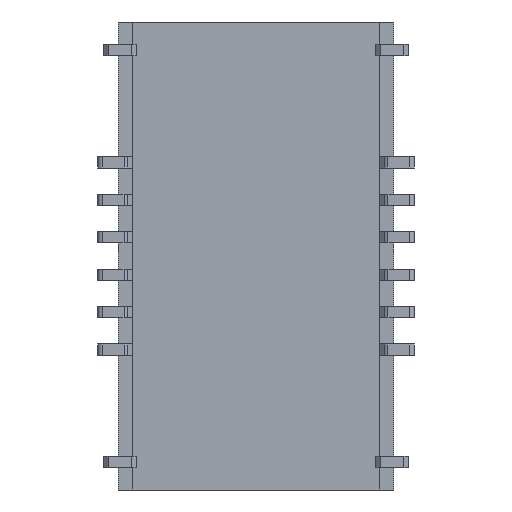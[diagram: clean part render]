
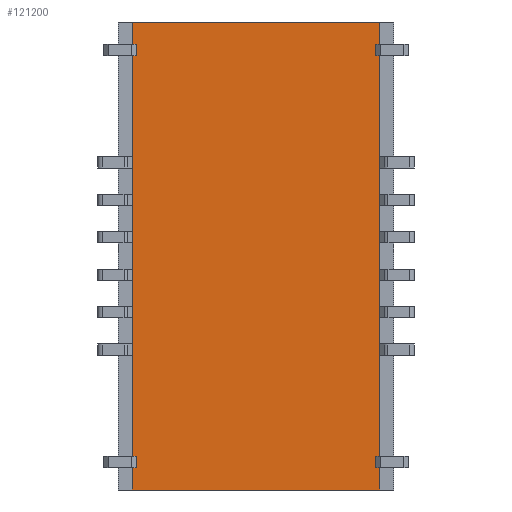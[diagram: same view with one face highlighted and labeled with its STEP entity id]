
A CAD part, front view. The second image highlights one B-rep face of the part: STEP entity #121200.
In plain terms, the highlighted planar face has unit normal (0, -1, 0).
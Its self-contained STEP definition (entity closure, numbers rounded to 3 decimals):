
#20920=CARTESIAN_POINT('',(1.32,-0.5,7.185));
#20930=VERTEX_POINT('',#20920);
#20980=CARTESIAN_POINT('',(0.,-0.5,7.185));
#20990=DIRECTION('',(-1.,0.,0.));
#21000=VECTOR('',#20990,1.);
#21010=LINE('',#20980,#21000);
#21020=CARTESIAN_POINT('',(-1.32,-0.5,7.185));
#21030=VERTEX_POINT('',#21020);
#21040=EDGE_CURVE('',#20930,#21030,#21010,.T.);
#71250=CARTESIAN_POINT('',(1.278,-0.5,6.825));
#71260=VERTEX_POINT('',#71250);
#71920=CARTESIAN_POINT('',(1.32,-0.5,6.825));
#71930=VERTEX_POINT('',#71920);
#71960=CARTESIAN_POINT('',(0.,-0.5,6.825));
#71970=DIRECTION('',(-1.,0.,0.));
#71980=VECTOR('',#71970,1.);
#71990=LINE('',#71960,#71980);
#72000=EDGE_CURVE('',#71930,#71260,#71990,.T.);
#89580=CARTESIAN_POINT('',(1.32,-0.5,2.425));
#89590=VERTEX_POINT('',#89580);
#89760=CARTESIAN_POINT('',(1.32,-0.5,2.185));
#89770=VERTEX_POINT('',#89760);
#89800=CARTESIAN_POINT('',(1.32,-0.5,2.));
#89810=DIRECTION('',(0.,0.,-1.));
#89820=VECTOR('',#89810,1.);
#89830=LINE('',#89800,#89820);
#89840=EDGE_CURVE('',#89590,#89770,#89830,.T.);
#94320=CARTESIAN_POINT('',(-1.32,-0.5,2.185));
#94330=VERTEX_POINT('',#94320);
#94360=CARTESIAN_POINT('',(0.,-0.5,2.185));
#94370=DIRECTION('',(1.,0.,0.));
#94380=VECTOR('',#94370,1.);
#94390=LINE('',#94360,#94380);
#94400=EDGE_CURVE('',#94330,#89770,#94390,.T.);
#102010=CARTESIAN_POINT('',(1.32,-0.5,2.545));
#102020=VERTEX_POINT('',#102010);
#102520=CARTESIAN_POINT('',(1.278,-0.5,2.545));
#102530=VERTEX_POINT('',#102520);
#102560=CARTESIAN_POINT('',(0.,-0.5,2.545));
#102570=DIRECTION('',(1.,0.,0.));
#102580=VECTOR('',#102570,1.);
#102590=LINE('',#102560,#102580);
#102600=EDGE_CURVE('',#102530,#102020,#102590,.T.);
#108810=CARTESIAN_POINT('',(1.278,-0.5,6.945));
#108820=VERTEX_POINT('',#108810);
#108850=CARTESIAN_POINT('',(0.,-0.5,6.945));
#108860=DIRECTION('',(1.,0.,0.));
#108870=VECTOR('',#108860,1.);
#108880=LINE('',#108850,#108870);
#108890=CARTESIAN_POINT('',(1.32,-0.5,6.945));
#108900=VERTEX_POINT('',#108890);
#108910=EDGE_CURVE('',#108820,#108900,#108880,.T.);
#109570=CARTESIAN_POINT('',(-1.278,-0.5,6.825))
;
#109580=VERTEX_POINT('',#109570);
#109660=CARTESIAN_POINT('',(-1.278,-0.5,6.945))
;
#109670=VERTEX_POINT('',#109660);
#109700=CARTESIAN_POINT('',(-1.278,-0.5,2.));
#109710=DIRECTION('',(0.,0.,-1.));
#109720=VECTOR('',#109710,1.);
#109730=LINE('',#109700,#109720);
#109740=EDGE_CURVE('',#109670,#109580,#109730,.T.);
#109790=CARTESIAN_POINT('',(0.,-0.5,6.825));
#109800=DIRECTION('',(-1.,0.,0.));
#109810=VECTOR('',#109800,1.);
#109820=LINE('',#109790,#109810);
#109830=CARTESIAN_POINT('',(-1.32,-0.5,6.825));
#109840=VERTEX_POINT('',#109830);
#109850=EDGE_CURVE('',#109580,#109840,#109820,.T.);
#110560=CARTESIAN_POINT('',(1.32,-0.5,2.));
#110570=DIRECTION('',(0.,0.,-1.));
#110580=VECTOR('',#110570,1.);
#110590=LINE('',#110560,#110580);
#110600=EDGE_CURVE('',#20930,#108900,#110590,.T.);
#112010=CARTESIAN_POINT('',(1.278,-0.5,2.));
#112020=DIRECTION('',(0.,0.,-1.));
#112030=VECTOR('',#112020,1.);
#112040=LINE('',#112010,#112030);
#112050=EDGE_CURVE('',#108820,#71260,#112040,.T.);
#112340=CARTESIAN_POINT('',(0.,-0.5,6.945));
#112350=DIRECTION('',(-1.,0.,0.));
#112360=VECTOR('',#112350,1.);
#112370=LINE('',#112340,#112360);
#112380=CARTESIAN_POINT('',(-1.32,-0.5,6.945));
#112390=VERTEX_POINT('',#112380);
#112400=EDGE_CURVE('',#109670,#112390,#112370,.T.);
#114150=CARTESIAN_POINT('',(-1.278,-0.5,2.545))
;
#114160=VERTEX_POINT('',#114150);
#114190=CARTESIAN_POINT('',(-1.278,-0.5,2.));
#114200=DIRECTION('',(0.,0.,1.));
#114210=VECTOR('',#114200,1.);
#114220=LINE('',#114190,#114210);
#114230=CARTESIAN_POINT('',(-1.278,-0.5,2.425))
;
#114240=VERTEX_POINT('',#114230);
#114250=EDGE_CURVE('',#114240,#114160,#114220,.T.);
#114560=CARTESIAN_POINT('',(-1.32,-0.5,2.));
#114570=DIRECTION('',(0.,0.,1.));
#114580=VECTOR('',#114570,1.);
#114590=LINE('',#114560,#114580);
#114600=EDGE_CURVE('',#112390,#21030,#114590,.T.);
#114780=CARTESIAN_POINT('',(0.,-0.5,2.545));
#114790=DIRECTION('',(1.,0.,0.));
#114800=VECTOR('',#114790,1.);
#114810=LINE('',#114780,#114800);
#114820=CARTESIAN_POINT('',(-1.32,-0.5,2.545));
#114830=VERTEX_POINT('',#114820);
#114840=EDGE_CURVE('',#114830,#114160,#114810,.T.);
#115750=CARTESIAN_POINT('',(1.32,-0.5,7.185));
#115760=DIRECTION('',(0.,0.,-1.));
#115770=VECTOR('',#115760,1.);
#115780=LINE('',#115750,#115770);
#115790=EDGE_CURVE('',#71930,#102020,#115780,.T.);
#116380=CARTESIAN_POINT('',(1.278,-0.5,2.425));
#116390=VERTEX_POINT('',#116380);
#116420=CARTESIAN_POINT('',(1.278,-0.5,2.));
#116430=DIRECTION('',(0.,0.,1.));
#116440=VECTOR('',#116430,1.);
#116450=LINE('',#116420,#116440);
#116460=EDGE_CURVE('',#116390,#102530,#116450,.T.);
#117640=CARTESIAN_POINT('',(0.,-0.5,2.425));
#117650=DIRECTION('',(1.,0.,0.));
#117660=VECTOR('',#117650,1.);
#117670=LINE('',#117640,#117660);
#117680=EDGE_CURVE('',#116390,#89590,#117670,.T.);
#119860=CARTESIAN_POINT('',(-1.32,-0.5,2.));
#119870=DIRECTION('',(0.,0.,1.));
#119880=VECTOR('',#119870,1.);
#119890=LINE('',#119860,#119880);
#119900=EDGE_CURVE('',#114830,#109840,#119890,.T.);
#120520=CARTESIAN_POINT('',(0.,-0.5,2.425));
#120530=DIRECTION('',(-1.,0.,0.));
#120540=VECTOR('',#120530,1.);
#120550=LINE('',#120520,#120540);
#120560=CARTESIAN_POINT('',(-1.32,-0.5,2.425));
#120570=VERTEX_POINT('',#120560);
#120580=EDGE_CURVE('',#114240,#120570,#120550,.T.);
#120690=CARTESIAN_POINT('',(-1.32,-0.5,2.));
#120700=DIRECTION('',(0.,0.,1.));
#120710=VECTOR('',#120700,1.);
#120720=LINE('',#120690,#120710);
#120730=EDGE_CURVE('',#94330,#120570,#120720,.T.);
#120930=CARTESIAN_POINT('',(-0.33,-0.5,
2.901));
#120940=DIRECTION('',(0.,-1.,0.));
#120950=DIRECTION('',(1.,0.,0.));
#120960=AXIS2_PLACEMENT_3D('',#120930,#120940,#120950);
#120970=PLANE('',#120960);
#120980=ORIENTED_EDGE('',*,*,#116460,.T.);
#120990=ORIENTED_EDGE('',*,*,#117680,.F.);
#121000=ORIENTED_EDGE('',*,*,#89840,.F.);
#121010=ORIENTED_EDGE('',*,*,#94400,.T.);
#121020=ORIENTED_EDGE('',*,*,#120730,.F.);
#121030=ORIENTED_EDGE('',*,*,#120580,.T.);
#121040=ORIENTED_EDGE('',*,*,#114250,.F.);
#121050=ORIENTED_EDGE('',*,*,#114840,.T.);
#121060=ORIENTED_EDGE('',*,*,#119900,.F.);
#121070=ORIENTED_EDGE('',*,*,#109850,.T.);
#121080=ORIENTED_EDGE('',*,*,#109740,.T.);
#121090=ORIENTED_EDGE('',*,*,#112400,.F.);
#121100=ORIENTED_EDGE('',*,*,#114600,.F.);
#121110=ORIENTED_EDGE('',*,*,#21040,.T.);
#121120=ORIENTED_EDGE('',*,*,#110600,.F.);
#121130=ORIENTED_EDGE('',*,*,#108910,.T.);
#121140=ORIENTED_EDGE('',*,*,#112050,.F.);
#121150=ORIENTED_EDGE('',*,*,#72000,.T.);
#121160=ORIENTED_EDGE('',*,*,#115790,.F.);
#121170=ORIENTED_EDGE('',*,*,#102600,.T.);
#121180=EDGE_LOOP('',(#121170,#121160,#121150,#121140,#121130,#121120,
#121110,#121100,#121090,#121080,#121070,#121060,#121050,#121040,#121030,
#121020,#121010,#121000,#120990,#120980));
#121190=FACE_OUTER_BOUND('',#121180,.T.);
#121200=ADVANCED_FACE('',(#121190),#120970,.T.);
